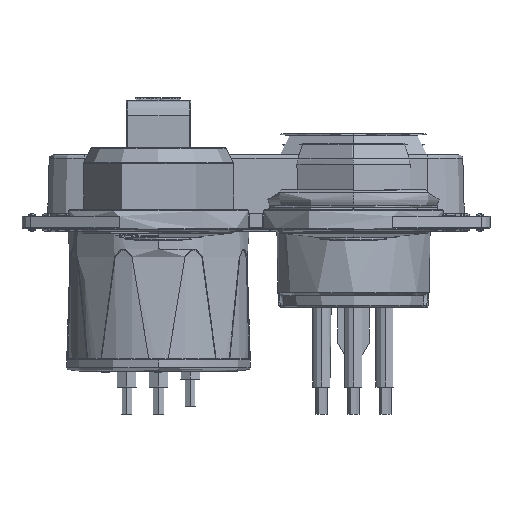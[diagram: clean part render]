
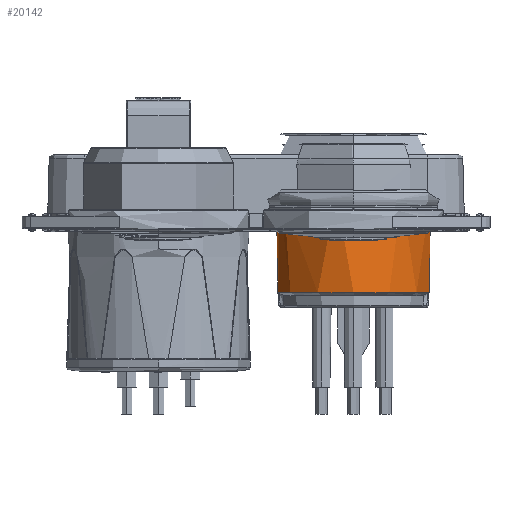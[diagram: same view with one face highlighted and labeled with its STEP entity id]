
A CAD part, front view. The second image highlights one B-rep face of the part: STEP entity #20142.
In plain terms, the highlighted conical face has half-angle 1 degrees and reference radius 9.775 mm.
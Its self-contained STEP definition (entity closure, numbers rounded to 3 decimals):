
#995=CARTESIAN_POINT('',(32.758,56.317,-59.066));
#997=CARTESIAN_POINT('',(41.667,60.6,-59.066));
#998=DIRECTION('',(0.,0.,-1.));
#999=DIRECTION('',(-0.901,-0.433,0.));
#1000=AXIS2_PLACEMENT_3D('',#997,#998,#999);
#1007=DIRECTION('',(0.017,0.,-1.));
#1008=VECTOR('',#1007,13.307);
#1009=CARTESIAN_POINT('',(31.782,60.6,-59.066));
#1010=LINE('',#1009,#1008);
#1047=DIRECTION('',(0.017,0.,1.));
#1048=VECTOR('',#1047,14.214);
#1049=CARTESIAN_POINT('',(51.318,60.6,-72.469));
#1050=LINE('',#1049,#1048);
#1061=CARTESIAN_POINT('',(41.667,60.6,-58.257));
#1062=DIRECTION('',(0.,0.,-1.));
#1063=DIRECTION('',(1.,0.,0.));
#1064=AXIS2_PLACEMENT_3D('',#1061,#1062,#1063);
#1066=CARTESIAN_POINT('',(51.291,59.88,-72.469));
#1067=CARTESIAN_POINT('',(51.29,59.874,-72.469));
#1068=CARTESIAN_POINT('',(51.289,59.862,-72.469));
#1069=CARTESIAN_POINT('',(51.288,59.845,-72.464));
#1070=CARTESIAN_POINT('',(51.287,59.828,-72.456));
#1071=CARTESIAN_POINT('',(51.286,59.813,-72.446));
#1072=CARTESIAN_POINT('',(51.285,59.8,-72.433));
#1073=CARTESIAN_POINT('',(51.285,59.789,-72.417));
#1074=CARTESIAN_POINT('',(51.284,59.782,-72.4));
#1075=CARTESIAN_POINT('',(51.284,59.779,-72.384));
#1076=CARTESIAN_POINT('',(51.284,59.778,-72.375));
#1077=CARTESIAN_POINT('',(51.284,59.778,-72.372));
#1079=CARTESIAN_POINT('',(51.284,59.778,-72.372));
#1080=CARTESIAN_POINT('',(51.287,59.775,-72.195));
#1081=CARTESIAN_POINT('',(51.293,59.769,-71.842));
#1082=CARTESIAN_POINT('',(51.301,59.76,-71.313));
#1083=CARTESIAN_POINT('',(51.307,59.754,-70.96));
#1084=CARTESIAN_POINT('',(51.31,59.751,-70.784));
#1086=CARTESIAN_POINT('',(41.667,60.6,-70.784));
#1087=DIRECTION('',(0.,0.,-1.));
#1088=DIRECTION('',(0.996,-0.088,0.));
#1089=AXIS2_PLACEMENT_3D('',#1086,#1087,#1088);
#1091=CARTESIAN_POINT('',(41.667,60.6,-70.784));
#1092=DIRECTION('',(0.,0.,-1.));
#1093=DIRECTION('',(0.,-1.,0.));
#1094=AXIS2_PLACEMENT_3D('',#1091,#1092,#1093);
#1096=CARTESIAN_POINT('',(32.024,59.751,-70.784));
#1097=CARTESIAN_POINT('',(32.026,59.754,-70.96));
#1098=CARTESIAN_POINT('',(32.032,59.76,-71.313));
#1099=CARTESIAN_POINT('',(32.04,59.769,-71.842));
#1100=CARTESIAN_POINT('',(32.046,59.775,-72.195));
#1101=CARTESIAN_POINT('',(32.049,59.778,-72.371));
#1103=CARTESIAN_POINT('',(32.758,56.317,-59.066));
#1104=CARTESIAN_POINT('',(32.753,56.317,-58.796));
#1105=CARTESIAN_POINT('',(32.748,56.316,-58.527));
#1106=CARTESIAN_POINT('',(32.742,56.316,-58.257));
#1108=CARTESIAN_POINT('',(41.667,60.6,-72.469));
#1109=DIRECTION('',(0.,0.,1.));
#1110=DIRECTION('',(0.997,-0.075,0.));
#1111=AXIS2_PLACEMENT_3D('',#1108,#1109,#1110);
#1431=CARTESIAN_POINT('',(41.667,60.6,-72.371));
#1432=DIRECTION('',(0.,0.,1.));
#1433=DIRECTION('',(-1.,0.,0.));
#1434=AXIS2_PLACEMENT_3D('',#1431,#1432,#1433);
#15920=CARTESIAN_POINT('',(31.782,60.6,-59.066));
#15922=VERTEX_POINT('',#15920);
#15939=VERTEX_POINT('',#995);
#15941=CARTESIAN_POINT('',(51.566,60.6,-58.257));
#15943=VERTEX_POINT('',#15941);
#15946=CARTESIAN_POINT('',(32.014,60.6,-72.371));
#15947=VERTEX_POINT('',#15946);
#15959=CARTESIAN_POINT('',(51.318,60.6,-72.469));
#15960=VERTEX_POINT('',#15959);
#15961=CARTESIAN_POINT('',(32.742,56.316,
-58.257));
#15962=VERTEX_POINT('',#15961);
#15963=CARTESIAN_POINT('',(51.291,59.88,
-72.469));
#15964=VERTEX_POINT('',#15963);
#15965=VERTEX_POINT('',#1077);
#15966=VERTEX_POINT('',#1084);
#15967=CARTESIAN_POINT('',(41.667,50.92,-70.784));
#15968=CARTESIAN_POINT('',(32.024,59.751,
-70.784));
#15969=VERTEX_POINT('',#15967);
#15970=VERTEX_POINT('',#15968);
#15971=VERTEX_POINT('',#1101);
#20115=CARTESIAN_POINT('',(41.667,60.6,-65.363));
#20116=DIRECTION('',(0.,0.,1.));
#20117=DIRECTION('',(1.,0.,0.));
#20118=AXIS2_PLACEMENT_3D('',#20115,#20116,#20117);
#20119=CONICAL_SURFACE('',#20118,9.775,1.);
#20120=ORIENTED_EDGE('',*,*,#20104,.F.);
#20121=ORIENTED_EDGE('',*,*,#20092,.F.);
#20123=ORIENTED_EDGE('',*,*,#20122,.F.);
#20125=ORIENTED_EDGE('',*,*,#20124,.T.);
#20127=ORIENTED_EDGE('',*,*,#20126,.T.);
#20129=ORIENTED_EDGE('',*,*,#20128,.T.);
#20131=ORIENTED_EDGE('',*,*,#20130,.T.);
#20133=ORIENTED_EDGE('',*,*,#20132,.T.);
#20135=ORIENTED_EDGE('',*,*,#20134,.F.);
#20136=ORIENTED_EDGE('',*,*,#20074,.F.);
#20137=ORIENTED_EDGE('',*,*,#20057,.F.);
#20139=ORIENTED_EDGE('',*,*,#20138,.T.);
#20140=EDGE_LOOP('',(#20120,#20121,#20123,#20125,#20127,#20129,#20131,#20133,
#20135,#20136,#20137,#20139));
#20141=FACE_OUTER_BOUND('',#20140,.F.);
#20142=ADVANCED_FACE('',(#20141),#20119,.T.);
#1001=CIRCLE('',#1000,9.885);
#1065=CIRCLE('',#1064,9.899);
#1078=B_SPLINE_CURVE_WITH_KNOTS('',3,(#1066,#1067,#1068,#1069,#1070,#1071,#1072,
#1073,#1074,#1075,#1076,#1077),.UNSPECIFIED.,.F.,.F.,(4,1,1,1,1,1,1,1,1,4),
(0.,0.11,0.222,0.339,0.457,
0.577,0.697,0.817,0.936,1.),
.UNSPECIFIED.);
#1085=B_SPLINE_CURVE_WITH_KNOTS('',3,(#1079,#1080,#1081,#1082,#1083,#1084),
.UNSPECIFIED.,.F.,.F.,(4,1,1,4),(0.,0.333,0.667,1.),
.UNSPECIFIED.);
#1090=CIRCLE('',#1089,9.68);
#1095=CIRCLE('',#1094,9.68);
#1102=B_SPLINE_CURVE_WITH_KNOTS('',3,(#1096,#1097,#1098,#1099,#1100,#1101),
.UNSPECIFIED.,.F.,.F.,(4,1,1,4),(0.,0.333,0.667,1.),
.UNSPECIFIED.);
#1107=B_SPLINE_CURVE_WITH_KNOTS('',3,(#1103,#1104,#1105,#1106),.UNSPECIFIED.,
.F.,.F.,(4,4),(0.,1.),.UNSPECIFIED.);
#1112=CIRCLE('',#1111,9.651);
#1435=CIRCLE('',#1434,9.653);
#20057=EDGE_CURVE('',#15939,#15922,#1001,.T.);
#20074=EDGE_CURVE('',#15922,#15947,#1010,.T.);
#20092=EDGE_CURVE('',#15960,#15943,#1050,.T.);
#20104=EDGE_CURVE('',#15943,#15962,#1065,.T.);
#20122=EDGE_CURVE('',#15964,#15960,#1112,.T.);
#20124=EDGE_CURVE('',#15964,#15965,#1078,.T.);
#20126=EDGE_CURVE('',#15965,#15966,#1085,.T.);
#20128=EDGE_CURVE('',#15966,#15969,#1090,.T.);
#20130=EDGE_CURVE('',#15969,#15970,#1095,.T.);
#20132=EDGE_CURVE('',#15970,#15971,#1102,.T.);
#20134=EDGE_CURVE('',#15947,#15971,#1435,.T.);
#20138=EDGE_CURVE('',#15939,#15962,#1107,.T.);
